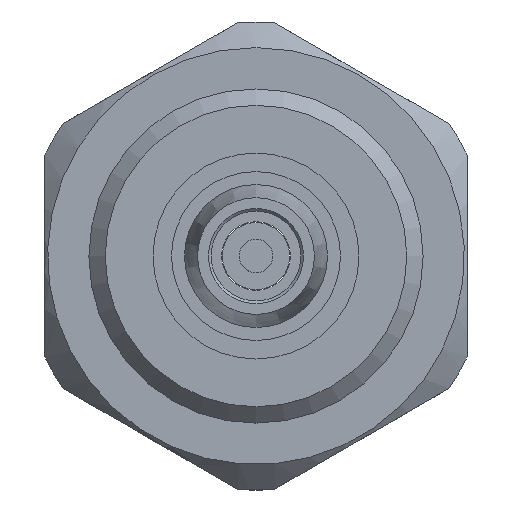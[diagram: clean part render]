
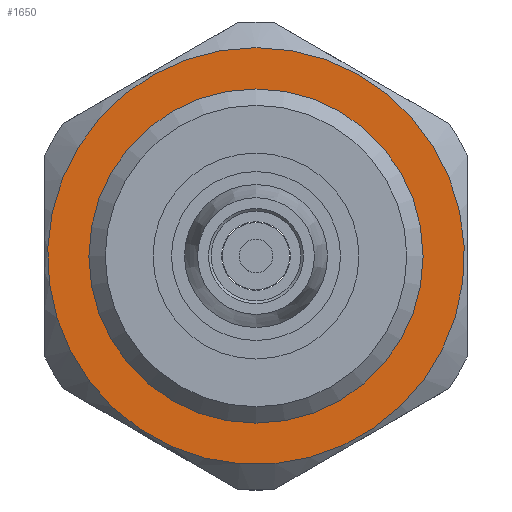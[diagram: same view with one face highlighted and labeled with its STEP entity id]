
A CAD part, left-side view. The second image highlights one B-rep face of the part: STEP entity #1650.
In plain terms, the highlighted planar face has unit normal (-1, 0, 0).
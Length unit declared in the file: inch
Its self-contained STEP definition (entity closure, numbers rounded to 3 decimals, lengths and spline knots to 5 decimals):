
#56 = CARTESIAN_POINT ( 'NONE',  ( -0.3308, 0., 0.15538 ) ) ;
#154 = CIRCLE ( 'NONE', #1419, 0.12459 ) ;
#529 = AXIS2_PLACEMENT_3D ( 'NONE', #707, #894, #877 ) ;
#603 = DIRECTION ( 'NONE',  ( 0., 0., 1. ) ) ;
#606 = DIRECTION ( 'NONE',  ( -1., 0., 0. ) ) ;
#707 = CARTESIAN_POINT ( 'NONE',  ( -0.3308, 0.15538, 0. ) ) ;
#799 = EDGE_LOOP ( 'NONE', ( #1565 ) ) ;
#855 = VERTEX_POINT ( 'NONE', #1893 ) ;
#877 = DIRECTION ( 'NONE',  ( 0., 0., -1. ) ) ;
#894 = DIRECTION ( 'NONE',  ( 1., 0., 0. ) ) ;
#903 = PLANE ( 'NONE',  #529 ) ;
#950 = AXIS2_PLACEMENT_3D ( 'NONE', #1101, #957, #603 ) ;
#957 = DIRECTION ( 'NONE',  ( -1., 0., 0. ) ) ;
#1017 = EDGE_CURVE ( 'NONE', #1724, #1724, #2005, .T. ) ;
#1024 = FACE_OUTER_BOUND ( 'NONE', #1712, .T. ) ;
#1101 = CARTESIAN_POINT ( 'NONE',  ( -0.3308, 0., 0. ) ) ;
#1124 = ORIENTED_EDGE ( 'NONE', *, *, #1017, .T. ) ;
#1419 = AXIS2_PLACEMENT_3D ( 'NONE', #1958, #606, #2107 ) ;
#1565 = ORIENTED_EDGE ( 'NONE', *, *, #1874, .F. ) ;
#1650 = ADVANCED_FACE ( 'NONE', ( #2067, #1024 ), #903, .F. ) ;
#1712 = EDGE_LOOP ( 'NONE', ( #1124 ) ) ;
#1724 = VERTEX_POINT ( 'NONE', #56 ) ;
#1874 = EDGE_CURVE ( 'NONE', #855, #855, #154, .T. ) ;
#1893 = CARTESIAN_POINT ( 'NONE',  ( -0.3308, 0., 0.12459 ) ) ;
#1958 = CARTESIAN_POINT ( 'NONE',  ( -0.3308, 0., 0. ) ) ;
#2005 = CIRCLE ( 'NONE', #950, 0.15538 ) ;
#2067 = FACE_BOUND ( 'NONE', #799, .T. ) ;
#2107 = DIRECTION ( 'NONE',  ( 0., 0., 1. ) ) ;
